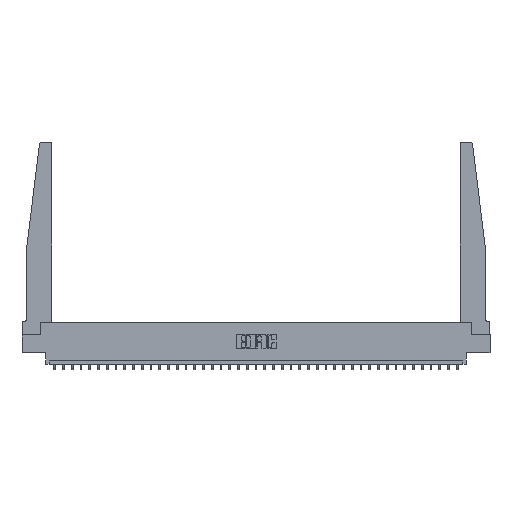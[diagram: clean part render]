
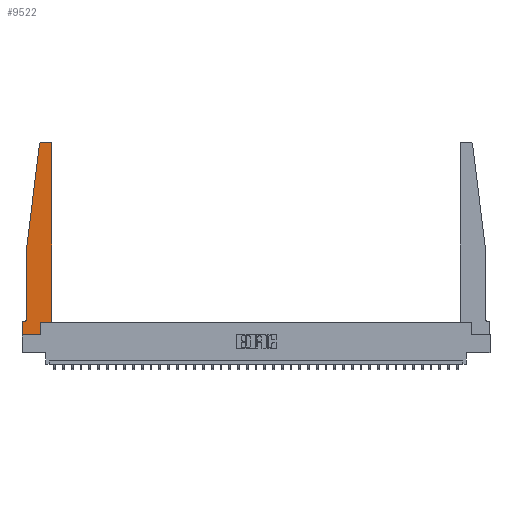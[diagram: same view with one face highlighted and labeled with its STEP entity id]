
A CAD part, top view. The second image highlights one B-rep face of the part: STEP entity #9522.
In plain terms, the highlighted planar face has unit normal (0, 0, 1).
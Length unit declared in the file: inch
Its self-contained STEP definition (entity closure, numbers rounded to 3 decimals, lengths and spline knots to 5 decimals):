
#241 = ORIENTED_EDGE ( 'NONE', *, *, #5649, .T. ) ;
#276 = VERTEX_POINT ( 'NONE', #10474 ) ;
#775 = CARTESIAN_POINT ( 'NONE',  ( 0.2605, 0.18, 0.37 ) ) ;
#869 = CIRCLE ( 'NONE', #23317, 0.03 ) ;
#1124 = EDGE_CURVE ( 'NONE', #17218, #6635, #31915, .T. ) ;
#1131 = CARTESIAN_POINT ( 'NONE',  ( 0., 0., 0.37 ) ) ;
#1215 = EDGE_CURVE ( 'NONE', #276, #3982, #1263, .T. ) ;
#1263 = LINE ( 'NONE', #14123, #25333 ) ;
#1474 = ORIENTED_EDGE ( 'NONE', *, *, #10262, .T. ) ;
#1527 = CARTESIAN_POINT ( 'NONE',  ( 0., 0., 0.37 ) ) ;
#2089 = CARTESIAN_POINT ( 'NONE',  ( 0., 0., 0.37 ) ) ;
#2204 = DIRECTION ( 'NONE',  ( 0., 0., -1. ) ) ;
#2550 = CARTESIAN_POINT ( 'NONE',  ( 0.27653, 2.75, 0.37 ) ) ;
#3287 = EDGE_CURVE ( 'NONE', #6575, #10496, #13863, .T. ) ;
#3622 = CARTESIAN_POINT ( 'NONE',  ( 0.425, 0.18, 0.37 ) ) ;
#3982 = VERTEX_POINT ( 'NONE', #15358 ) ;
#4204 = VECTOR ( 'NONE', #12423, 39.37008 ) ;
#4462 = DIRECTION ( 'NONE',  ( -1., 0., 0. ) ) ;
#4531 = ORIENTED_EDGE ( 'NONE', *, *, #3287, .T. ) ;
#4922 = CARTESIAN_POINT ( 'NONE',  ( 0.2605, 0., 0.37 ) ) ;
#4938 = EDGE_CURVE ( 'NONE', #16573, #16385, #17345, .T. ) ;
#5649 = EDGE_CURVE ( 'NONE', #33487, #17218, #19730, .T. ) ;
#5696 = ORIENTED_EDGE ( 'NONE', *, *, #30989, .T. ) ;
#5707 = VERTEX_POINT ( 'NONE', #32424 ) ;
#5983 = DIRECTION ( 'NONE',  ( 0., 1., 0. ) ) ;
#6292 = CARTESIAN_POINT ( 'NONE',  ( 0.24675, 2.72367, 0.37 ) ) ;
#6511 = EDGE_CURVE ( 'NONE', #10496, #15368, #11764, .T. ) ;
#6575 = VERTEX_POINT ( 'NONE', #1131 ) ;
#6635 = VERTEX_POINT ( 'NONE', #6292 ) ;
#6787 = PLANE ( 'NONE',  #21797 ) ;
#7241 = DIRECTION ( 'NONE',  ( 0., -1., 0. ) ) ;
#7360 = EDGE_CURVE ( 'NONE', #15368, #5707, #11002, .T. ) ;
#8281 = ORIENTED_EDGE ( 'NONE', *, *, #31423, .T. ) ;
#9522 = ADVANCED_FACE ( 'NONE', ( #29924 ), #6787, .T. ) ;
#10077 = DIRECTION ( 'NONE',  ( 1., 0., 0. ) ) ;
#10108 = AXIS2_PLACEMENT_3D ( 'NONE', #19724, #2204, #4462 ) ;
#10262 = EDGE_CURVE ( 'NONE', #5707, #32747, #16249, .T. ) ;
#10474 = CARTESIAN_POINT ( 'NONE',  ( 0.015, 0.1875, 0.37 ) ) ;
#10496 = VERTEX_POINT ( 'NONE', #4922 ) ;
#11002 = LINE ( 'NONE', #3622, #22105 ) ;
#11428 = DIRECTION ( 'NONE',  ( 0., 1., 0. ) ) ;
#11764 = LINE ( 'NONE', #775, #13781 ) ;
#12423 = DIRECTION ( 'NONE',  ( -0.122, -0.992, 0. ) ) ;
#13665 = CARTESIAN_POINT ( 'NONE',  ( 0.425, 0.18, 0.37 ) ) ;
#13781 = VECTOR ( 'NONE', #11428, 39.37008 ) ;
#13863 = LINE ( 'NONE', #1527, #26077 ) ;
#14123 = CARTESIAN_POINT ( 'NONE',  ( 0.065, 0.1875, 0.37 ) ) ;
#14301 = CARTESIAN_POINT ( 'NONE',  ( 0., 0.1875, 0.37 ) ) ;
#15358 = CARTESIAN_POINT ( 'NONE',  ( 0., 0.1875, 0.37 ) ) ;
#15368 = VERTEX_POINT ( 'NONE', #21404 ) ;
#16182 = EDGE_LOOP ( 'NONE', ( #241, #32245, #8281, #17064, #31681, #25153, #21066, #4531, #29666, #31322, #1474, #5696 ) ) ;
#16249 = LINE ( 'NONE', #13665, #26053 ) ;
#16385 = VERTEX_POINT ( 'NONE', #31611 ) ;
#16573 = VERTEX_POINT ( 'NONE', #22341 ) ;
#16657 = DIRECTION ( 'NONE',  ( 0., 0., 1. ) ) ;
#16698 = DIRECTION ( 'NONE',  ( -1., 0., 0. ) ) ;
#16796 = DIRECTION ( 'NONE',  ( 1., 0., 0. ) ) ;
#17064 = ORIENTED_EDGE ( 'NONE', *, *, #4938, .T. ) ;
#17218 = VERTEX_POINT ( 'NONE', #2550 ) ;
#17345 = LINE ( 'NONE', #27803, #22438 ) ;
#17781 = CIRCLE ( 'NONE', #10108, 0.05 ) ;
#18196 = DIRECTION ( 'NONE',  ( 0., -1., 0. ) ) ;
#19071 = DIRECTION ( 'NONE',  ( 1., 0., 0. ) ) ;
#19561 = DIRECTION ( 'NONE',  ( -1., 0., 0. ) ) ;
#19724 = CARTESIAN_POINT ( 'NONE',  ( 0.015, 0.2375, 0.37 ) ) ;
#19730 = LINE ( 'NONE', #29847, #19770 ) ;
#19751 = CARTESIAN_POINT ( 'NONE',  ( 0.27653, 2.72, 0.37 ) ) ;
#19770 = VECTOR ( 'NONE', #19561, 39.37008 ) ;
#20689 = DIRECTION ( 'NONE',  ( 0., 0., 1. ) ) ;
#21066 = ORIENTED_EDGE ( 'NONE', *, *, #21623, .T. ) ;
#21404 = CARTESIAN_POINT ( 'NONE',  ( 0.2605, 0.18, 0.37 ) ) ;
#21623 = EDGE_CURVE ( 'NONE', #3982, #6575, #31575, .T. ) ;
#21797 = AXIS2_PLACEMENT_3D ( 'NONE', #14301, #27672, #22542 ) ;
#22105 = VECTOR ( 'NONE', #19071, 39.37008 ) ;
#22341 = CARTESIAN_POINT ( 'NONE',  ( 0.065, 1.25, 0.37 ) ) ;
#22438 = VECTOR ( 'NONE', #7241, 39.37008 ) ;
#22542 = DIRECTION ( 'NONE',  ( 1., 0., 0. ) ) ;
#23135 = AXIS2_PLACEMENT_3D ( 'NONE', #19751, #16657, #27615 ) ;
#23317 = AXIS2_PLACEMENT_3D ( 'NONE', #33723, #20689, #10077 ) ;
#23376 = CARTESIAN_POINT ( 'NONE',  ( 0.065, 1.25, 0.37 ) ) ;
#25153 = ORIENTED_EDGE ( 'NONE', *, *, #1215, .T. ) ;
#25333 = VECTOR ( 'NONE', #16698, 39.37008 ) ;
#26053 = VECTOR ( 'NONE', #5983, 39.37008 ) ;
#26077 = VECTOR ( 'NONE', #16796, 39.37008 ) ;
#27615 = DIRECTION ( 'NONE',  ( 1., 0., 0. ) ) ;
#27672 = DIRECTION ( 'NONE',  ( 0., 0., 1. ) ) ;
#27803 = CARTESIAN_POINT ( 'NONE',  ( 0.065, 1.25, 0.37 ) ) ;
#27812 = CARTESIAN_POINT ( 'NONE',  ( 0.395, 2.75, 0.37 ) ) ;
#28811 = EDGE_CURVE ( 'NONE', #16385, #276, #17781, .T. ) ;
#29666 = ORIENTED_EDGE ( 'NONE', *, *, #6511, .T. ) ;
#29847 = CARTESIAN_POINT ( 'NONE',  ( 0.25, 2.75, 0.37 ) ) ;
#29924 = FACE_OUTER_BOUND ( 'NONE', #16182, .T. ) ;
#30989 = EDGE_CURVE ( 'NONE', #32747, #33487, #869, .T. ) ;
#31275 = LINE ( 'NONE', #23376, #4204 ) ;
#31322 = ORIENTED_EDGE ( 'NONE', *, *, #7360, .T. ) ;
#31423 = EDGE_CURVE ( 'NONE', #6635, #16573, #31275, .T. ) ;
#31575 = LINE ( 'NONE', #2089, #31587 ) ;
#31587 = VECTOR ( 'NONE', #18196, 39.37008 ) ;
#31611 = CARTESIAN_POINT ( 'NONE',  ( 0.065, 0.2375, 0.37 ) ) ;
#31681 = ORIENTED_EDGE ( 'NONE', *, *, #28811, .T. ) ;
#31915 = CIRCLE ( 'NONE', #23135, 0.03 ) ;
#32245 = ORIENTED_EDGE ( 'NONE', *, *, #1124, .T. ) ;
#32424 = CARTESIAN_POINT ( 'NONE',  ( 0.425, 0.18, 0.37 ) ) ;
#32747 = VERTEX_POINT ( 'NONE', #33523 ) ;
#33487 = VERTEX_POINT ( 'NONE', #27812 ) ;
#33523 = CARTESIAN_POINT ( 'NONE',  ( 0.425, 2.72, 0.37 ) ) ;
#33723 = CARTESIAN_POINT ( 'NONE',  ( 0.395, 2.72, 0.37 ) ) ;
